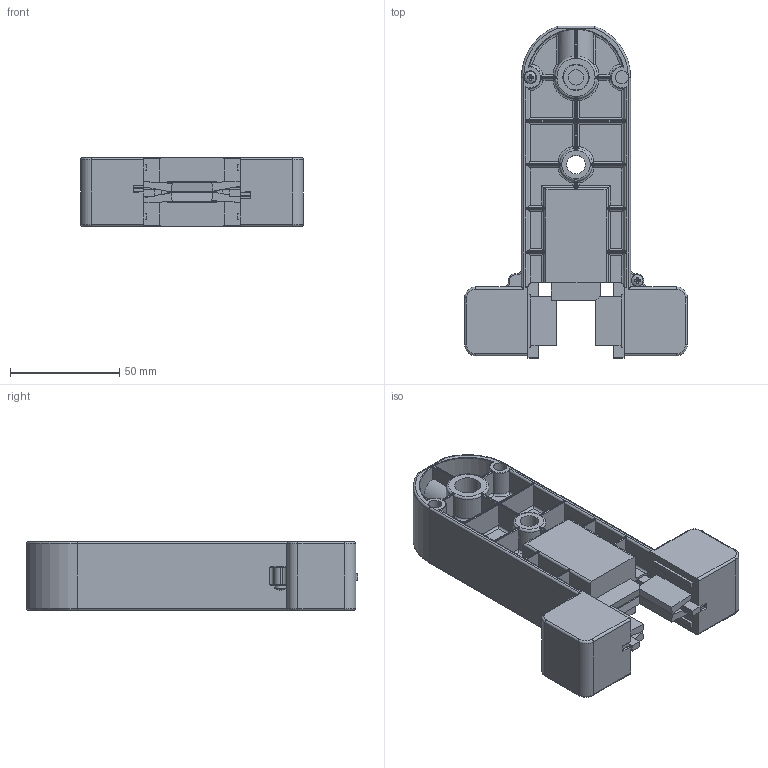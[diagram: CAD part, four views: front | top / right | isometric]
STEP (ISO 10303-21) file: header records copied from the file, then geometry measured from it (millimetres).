
FILE_DESCRIPTION((''),'2;1');
FILE_NAME('2044_Aufzugsbuerste_16_30.stp','2011-12-05T10:28:09',('pascalzweiacker'),(''),'Autodesk Inventor 2012','Autodesk Inventor 2012','');
FILE_SCHEMA(('AUTOMOTIVE_DESIGN { 1 0 10303 214 1 1 1 1 }'));
Length unit declared in the file: millimetre
Products named in the file (1): 2044_Aufzugsbuerste_16_30
Bounding box: 102 x 152 x 31.5 mm (x, y, z)
Volume: 155878.5 mm3; surface area: 66966.9 mm2
Topology: 1 solids, 41 shells, 1161 faces, 2729 edges, 1676 vertices
Faces by surface type: plane 567, cylinder 440, torus 136, revolution 10, sphere 4, cone 4
Full cylindrical faces by diameter (mm): 1.63 x4, 2.5 x4, 3.2 x2, 3.3 x2, 5.3 x4, 6 x4, 7 x1, 8.5 x1, 11.445 x1, 12 x3
Entity records: 34761 total; most frequent: CARTESIAN_POINT 8450, DIRECTION 5474, ORIENTED_EDGE 5360, EDGE_CURVE 2680, AXIS2_PLACEMENT_3D 1940, VERTEX_POINT 1661, VECTOR 1584, LINE 1584
